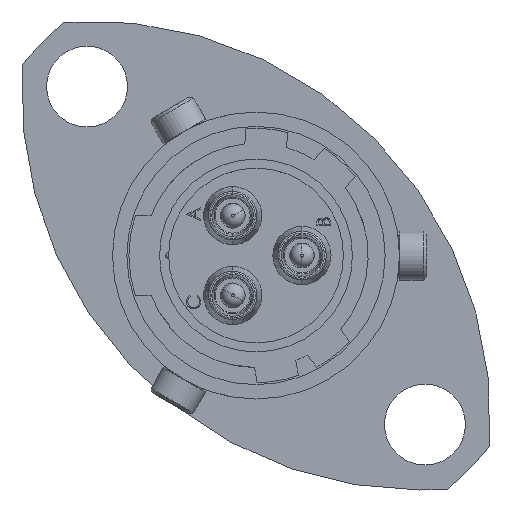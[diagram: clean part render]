
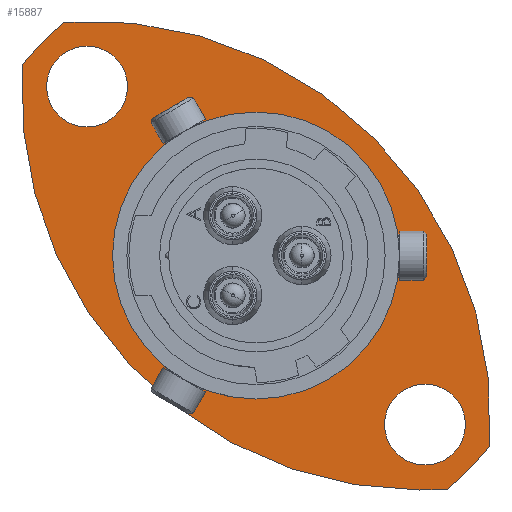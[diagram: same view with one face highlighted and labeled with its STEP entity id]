
A CAD part, left-side view. The second image highlights one B-rep face of the part: STEP entity #15887.
In plain terms, the highlighted planar face has unit normal (-1, 0, 0).
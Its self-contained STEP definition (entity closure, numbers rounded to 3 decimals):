
#413 = VERTEX_POINT ( 'NONE', #7092 ) ;
#545 = CARTESIAN_POINT ( 'NONE',  ( 11.26, 0., 0. ) ) ;
#666 = CIRCLE ( 'NONE', #15147, 1.675 ) ;
#724 = EDGE_CURVE ( 'NONE', #17711, #8132, #8688, .T. ) ;
#748 = CARTESIAN_POINT ( 'NONE',  ( 11.26, 0., 0. ) ) ;
#765 = DIRECTION ( 'NONE',  ( 0., 0., -1. ) ) ;
#889 = CARTESIAN_POINT ( 'NONE',  ( 11.26, 7., 8.675 ) ) ;
#1067 = CARTESIAN_POINT ( 'NONE',  ( 11.26, 0., 5.945 ) ) ;
#1487 = CIRCLE ( 'NONE', #13374, 5.945 ) ;
#2390 = DIRECTION ( 'NONE',  ( 0., 0., 1. ) ) ;
#2584 = DIRECTION ( 'NONE',  ( 0., 0., 1. ) ) ;
#2663 = EDGE_CURVE ( 'NONE', #15905, #17711, #7155, .T. ) ;
#3011 = CIRCLE ( 'NONE', #8215, 1.675 ) ;
#3163 = AXIS2_PLACEMENT_3D ( 'NONE', #22157, #11531, #765 ) ;
#3241 = ORIENTED_EDGE ( 'NONE', *, *, #22941, .F. ) ;
#3763 = CARTESIAN_POINT ( 'NONE',  ( 11.26, -7., -5.325 ) ) ;
#3771 = ORIENTED_EDGE ( 'NONE', *, *, #10975, .T. ) ;
#4026 = ORIENTED_EDGE ( 'NONE', *, *, #14356, .F. ) ;
#4218 = CARTESIAN_POINT ( 'NONE',  ( 11.26, 7., 5.325 ) ) ;
#5092 = EDGE_CURVE ( 'NONE', #18583, #12128, #13312, .T. ) ;
#5455 = AXIS2_PLACEMENT_3D ( 'NONE', #8246, #20654, #10034 ) ;
#5703 = EDGE_CURVE ( 'NONE', #413, #8132, #9612, .T. ) ;
#6289 = AXIS2_PLACEMENT_3D ( 'NONE', #20427, #9804, #22199 ) ;
#6301 = ORIENTED_EDGE ( 'NONE', *, *, #13034, .F. ) ;
#6900 = EDGE_CURVE ( 'NONE', #12128, #18583, #7528, .T. ) ;
#7092 = CARTESIAN_POINT ( 'NONE',  ( 11.26, 7.917, 9.673 ) ) ;
#7155 = CIRCLE ( 'NONE', #19728, 16.5 ) ;
#7158 = EDGE_LOOP ( 'NONE', ( #3241, #4026 ) ) ;
#7250 = CARTESIAN_POINT ( 'NONE',  ( 11.26, 7., 7. ) ) ;
#7386 = ORIENTED_EDGE ( 'NONE', *, *, #5092, .T. ) ;
#7528 = CIRCLE ( 'NONE', #3163, 1.675 ) ;
#7549 = CARTESIAN_POINT ( 'NONE',  ( 11.26, -7., -7. ) ) ;
#7655 = EDGE_LOOP ( 'NONE', ( #6301, #10962, #14020, #19119, #17765 ) ) ;
#8132 = VERTEX_POINT ( 'NONE', #21429 ) ;
#8215 = AXIS2_PLACEMENT_3D ( 'NONE', #9378, #21790, #11180 ) ;
#8246 = CARTESIAN_POINT ( 'NONE',  ( 11.26, 6.788, -6.788 ) ) ;
#8406 = CIRCLE ( 'NONE', #11943, 5.945 ) ;
#8581 = VERTEX_POINT ( 'NONE', #4218 ) ;
#8688 = CIRCLE ( 'NONE', #17455, 16.5 ) ;
#8843 = FACE_OUTER_BOUND ( 'NONE', #7655, .T. ) ;
#9023 = ORIENTED_EDGE ( 'NONE', *, *, #19250, .T. ) ;
#9041 = DIRECTION ( 'NONE',  ( 0., 0., -1. ) ) ;
#9348 = DIRECTION ( 'NONE',  ( 0., 0., -1. ) ) ;
#9378 = CARTESIAN_POINT ( 'NONE',  ( 11.26, 7., 7. ) ) ;
#9394 = FACE_BOUND ( 'NONE', #13541, .T. ) ;
#9612 = CIRCLE ( 'NONE', #19682, 12.5 ) ;
#9687 = DIRECTION ( 'NONE',  ( 0., 0., -1. ) ) ;
#9770 = DIRECTION ( 'NONE',  ( 1., 0., 0. ) ) ;
#9804 = DIRECTION ( 'NONE',  ( -1., 0., 0. ) ) ;
#9905 = CARTESIAN_POINT ( 'NONE',  ( 11.26, -6.788, 6.788 ) ) ;
#9988 = DIRECTION ( 'NONE',  ( 1., 0., 0. ) ) ;
#10034 = DIRECTION ( 'NONE',  ( 0., 0., -1. ) ) ;
#10479 = CARTESIAN_POINT ( 'NONE',  ( 11.26, 0., 0. ) ) ;
#10962 = ORIENTED_EDGE ( 'NONE', *, *, #5703, .T. ) ;
#10975 = EDGE_CURVE ( 'NONE', #18475, #8581, #666, .T. ) ;
#11180 = DIRECTION ( 'NONE',  ( 0., 0., -1. ) ) ;
#11531 = DIRECTION ( 'NONE',  ( 1., 0., 0. ) ) ;
#11943 = AXIS2_PLACEMENT_3D ( 'NONE', #545, #13112, #2390 ) ;
#12128 = VERTEX_POINT ( 'NONE', #12266 ) ;
#12266 = CARTESIAN_POINT ( 'NONE',  ( 11.26, -7., -8.675 ) ) ;
#12286 = DIRECTION ( 'NONE',  ( 0., 0., 1. ) ) ;
#12597 = CIRCLE ( 'NONE', #5455, 16.5 ) ;
#13034 = EDGE_CURVE ( 'NONE', #413, #17363, #12597, .T. ) ;
#13112 = DIRECTION ( 'NONE',  ( -1., 0., 0. ) ) ;
#13126 = AXIS2_PLACEMENT_3D ( 'NONE', #7549, #20017, #9348 ) ;
#13312 = CIRCLE ( 'NONE', #13126, 1.675 ) ;
#13315 = DIRECTION ( 'NONE',  ( -1., 0., 0. ) ) ;
#13374 = AXIS2_PLACEMENT_3D ( 'NONE', #10479, #22889, #12286 ) ;
#13541 = EDGE_LOOP ( 'NONE', ( #9023, #3771 ) ) ;
#13588 = FACE_BOUND ( 'NONE', #7158, .T. ) ;
#13603 = CIRCLE ( 'NONE', #6289, 12.5 ) ;
#14020 = ORIENTED_EDGE ( 'NONE', *, *, #724, .F. ) ;
#14356 = EDGE_CURVE ( 'NONE', #22317, #16346, #8406, .T. ) ;
#14673 = AXIS2_PLACEMENT_3D ( 'NONE', #20619, #9988, #22379 ) ;
#15147 = AXIS2_PLACEMENT_3D ( 'NONE', #7250, #19708, #9041 ) ;
#15558 = CARTESIAN_POINT ( 'NONE',  ( 11.26, -6.788, -9.712 ) ) ;
#15887 = ADVANCED_FACE ( 'NONE', ( #18848, #9394, #13588, #8843 ), #20548, .F. ) ;
#15905 = VERTEX_POINT ( 'NONE', #17146 ) ;
#16184 = CARTESIAN_POINT ( 'NONE',  ( 11.26, -9.673, -7.917 ) ) ;
#16346 = VERTEX_POINT ( 'NONE', #1067 ) ;
#17146 = CARTESIAN_POINT ( 'NONE',  ( 11.26, -7.917, -9.673 ) ) ;
#17363 = VERTEX_POINT ( 'NONE', #16184 ) ;
#17455 = AXIS2_PLACEMENT_3D ( 'NONE', #9905, #9770, #9687 ) ;
#17711 = VERTEX_POINT ( 'NONE', #15558 ) ;
#17765 = ORIENTED_EDGE ( 'NONE', *, *, #21358, .T. ) ;
#18475 = VERTEX_POINT ( 'NONE', #889 ) ;
#18583 = VERTEX_POINT ( 'NONE', #3763 ) ;
#18848 = FACE_BOUND ( 'NONE', #22974, .T. ) ;
#19119 = ORIENTED_EDGE ( 'NONE', *, *, #2663, .F. ) ;
#19250 = EDGE_CURVE ( 'NONE', #8581, #18475, #3011, .T. ) ;
#19626 = DIRECTION ( 'NONE',  ( 0., 0., -1. ) ) ;
#19682 = AXIS2_PLACEMENT_3D ( 'NONE', #748, #13315, #2584 ) ;
#19707 = DIRECTION ( 'NONE',  ( 1., 0., 0. ) ) ;
#19708 = DIRECTION ( 'NONE',  ( 1., 0., 0. ) ) ;
#19728 = AXIS2_PLACEMENT_3D ( 'NONE', #19783, #19707, #19626 ) ;
#19783 = CARTESIAN_POINT ( 'NONE',  ( 11.26, -6.788, 6.788 ) ) ;
#20017 = DIRECTION ( 'NONE',  ( 1., 0., 0. ) ) ;
#20427 = CARTESIAN_POINT ( 'NONE',  ( 11.26, 0., 0. ) ) ;
#20548 = PLANE ( 'NONE',  #14673 ) ;
#20619 = CARTESIAN_POINT ( 'NONE',  ( 11.26, 5.945, 0. ) ) ;
#20654 = DIRECTION ( 'NONE',  ( 1., 0., 0. ) ) ;
#21358 = EDGE_CURVE ( 'NONE', #15905, #17363, #13603, .T. ) ;
#21429 = CARTESIAN_POINT ( 'NONE',  ( 11.26, 9.673, 7.917 ) ) ;
#21790 = DIRECTION ( 'NONE',  ( 1., 0., 0. ) ) ;
#22157 = CARTESIAN_POINT ( 'NONE',  ( 11.26, -7., -7. ) ) ;
#22175 = ORIENTED_EDGE ( 'NONE', *, *, #6900, .T. ) ;
#22199 = DIRECTION ( 'NONE',  ( 0., 0., 1. ) ) ;
#22213 = CARTESIAN_POINT ( 'NONE',  ( 11.26, 0., -5.945 ) ) ;
#22317 = VERTEX_POINT ( 'NONE', #22213 ) ;
#22379 = DIRECTION ( 'NONE',  ( 0., 0., -1. ) ) ;
#22889 = DIRECTION ( 'NONE',  ( -1., 0., 0. ) ) ;
#22941 = EDGE_CURVE ( 'NONE', #16346, #22317, #1487, .T. ) ;
#22974 = EDGE_LOOP ( 'NONE', ( #22175, #7386 ) ) ;
